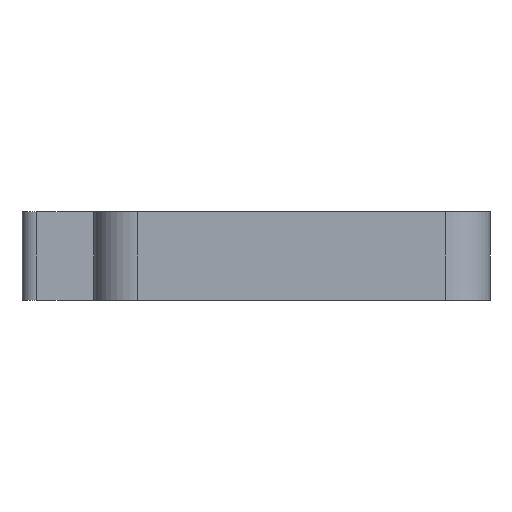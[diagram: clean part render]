
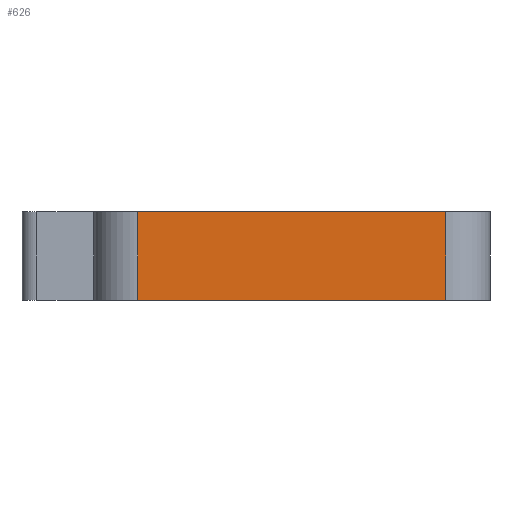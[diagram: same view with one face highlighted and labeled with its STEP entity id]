
A CAD part, front view. The second image highlights one B-rep face of the part: STEP entity #626.
In plain terms, the highlighted planar face has unit normal (0, -1, 0).
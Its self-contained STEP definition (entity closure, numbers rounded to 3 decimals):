
#3 = ORIENTED_EDGE ( 'NONE', *, *, #569, .F. ) ;
#60 = VECTOR ( 'NONE', #221, 1000. ) ;
#72 = LINE ( 'NONE', #220, #60 ) ;
#76 = CARTESIAN_POINT ( 'NONE',  ( -6.397, -11.43, 3. ) ) ;
#83 = DIRECTION ( 'NONE',  ( 0., 0., -1. ) ) ;
#89 = CARTESIAN_POINT ( 'NONE',  ( 0., -11.43, -3. ) ) ;
#94 = DIRECTION ( 'NONE',  ( 1., 0., 0. ) ) ;
#100 = DIRECTION ( 'NONE',  ( 0., 0., 1. ) ) ;
#103 = DIRECTION ( 'NONE',  ( 0., 1., 0. ) ) ;
#115 = VECTOR ( 'NONE', #373, 1000. ) ;
#121 = LINE ( 'NONE', #89, #304 ) ;
#144 = LINE ( 'NONE', #76, #254 ) ;
#220 = CARTESIAN_POINT ( 'NONE',  ( 14.596, -11.43, 3. ) ) ;
#221 = DIRECTION ( 'NONE',  ( 0., 0., -1. ) ) ;
#241 = LINE ( 'NONE', #369, #115 ) ;
#254 = VECTOR ( 'NONE', #83, 1000. ) ;
#297 = CARTESIAN_POINT ( 'NONE',  ( 14.596, -11.43, -3. ) ) ;
#304 = VECTOR ( 'NONE', #94, 1000. ) ;
#305 = AXIS2_PLACEMENT_3D ( 'NONE', #436, #103, #100 ) ;
#363 = CARTESIAN_POINT ( 'NONE',  ( -6.397, -11.43, -3. ) ) ;
#366 = FACE_OUTER_BOUND ( 'NONE', #693, .T. ) ;
#369 = CARTESIAN_POINT ( 'NONE',  ( 0., -11.43, 3. ) ) ;
#373 = DIRECTION ( 'NONE',  ( 1., 0., 0. ) ) ;
#414 = VERTEX_POINT ( 'NONE', #544 ) ;
#431 = PLANE ( 'NONE',  #305 ) ;
#436 = CARTESIAN_POINT ( 'NONE',  ( 0., -11.43, 3. ) ) ;
#451 = VERTEX_POINT ( 'NONE', #604 ) ;
#527 = ORIENTED_EDGE ( 'NONE', *, *, #680, .F. ) ;
#544 = CARTESIAN_POINT ( 'NONE',  ( 14.596, -11.43, 3. ) ) ;
#555 = EDGE_CURVE ( 'NONE', #451, #627, #144, .T. ) ;
#563 = EDGE_CURVE ( 'NONE', #627, #664, #121, .T. ) ;
#569 = EDGE_CURVE ( 'NONE', #451, #414, #241, .T. ) ;
#604 = CARTESIAN_POINT ( 'NONE',  ( -6.397, -11.43, 3. ) ) ;
#626 = ADVANCED_FACE ( 'NONE', ( #366 ), #431, .F. ) ;
#627 = VERTEX_POINT ( 'NONE', #363 ) ;
#662 = ORIENTED_EDGE ( 'NONE', *, *, #563, .T. ) ;
#664 = VERTEX_POINT ( 'NONE', #297 ) ;
#676 = ORIENTED_EDGE ( 'NONE', *, *, #555, .T. ) ;
#680 = EDGE_CURVE ( 'NONE', #414, #664, #72, .T. ) ;
#693 = EDGE_LOOP ( 'NONE', ( #662, #527, #3, #676 ) ) ;
